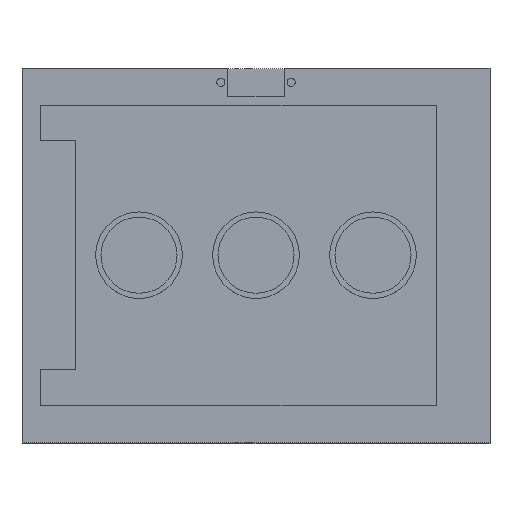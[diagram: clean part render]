
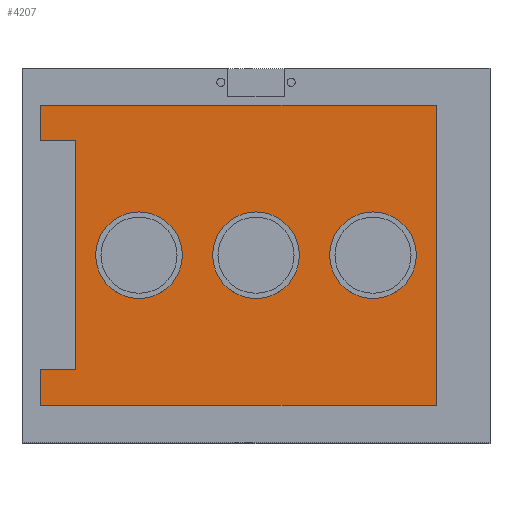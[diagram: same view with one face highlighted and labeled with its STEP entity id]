
A CAD part, top view. The second image highlights one B-rep face of the part: STEP entity #4207.
In plain terms, the highlighted planar face has unit normal (0, 0, 1).
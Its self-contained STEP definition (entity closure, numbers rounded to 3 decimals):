
#48=FACE_BOUND('',#530,.T.);
#49=FACE_BOUND('',#531,.T.);
#50=FACE_BOUND('',#532,.T.);
#79=CIRCLE('',#4481,9.25);
#80=CIRCLE('',#4484,9.25);
#81=CIRCLE('',#4485,9.25);
#281=FACE_OUTER_BOUND('',#529,.T.);
#529=EDGE_LOOP('',(#3543,#3544,#3545,#3546,#3547,#3548,#3549,#3550));
#530=EDGE_LOOP('',(#3551));
#531=EDGE_LOOP('',(#3552));
#532=EDGE_LOOP('',(#3553));
#1015=LINE('',#6552,#1561);
#1016=LINE('',#6554,#1562);
#1017=LINE('',#6556,#1563);
#1018=LINE('',#6558,#1564);
#1019=LINE('',#6560,#1565);
#1020=LINE('',#6562,#1566);
#1021=LINE('',#6564,#1567);
#1022=LINE('',#6565,#1568);
#1561=VECTOR('',#5371,10.);
#1562=VECTOR('',#5372,10.);
#1563=VECTOR('',#5373,10.);
#1564=VECTOR('',#5374,10.);
#1565=VECTOR('',#5375,10.);
#1566=VECTOR('',#5376,10.);
#1567=VECTOR('',#5377,10.);
#1568=VECTOR('',#5378,10.);
#1982=VERTEX_POINT('',#6545);
#1983=VERTEX_POINT('',#6550);
#1984=VERTEX_POINT('',#6551);
#1985=VERTEX_POINT('',#6553);
#1986=VERTEX_POINT('',#6555);
#1987=VERTEX_POINT('',#6557);
#1988=VERTEX_POINT('',#6559);
#1989=VERTEX_POINT('',#6561);
#1990=VERTEX_POINT('',#6563);
#1991=VERTEX_POINT('',#6566);
#1992=VERTEX_POINT('',#6568);
#2518=EDGE_CURVE('',#1982,#1982,#79,.T.);
#2519=EDGE_CURVE('',#1983,#1984,#1015,.T.);
#2520=EDGE_CURVE('',#1984,#1985,#1016,.T.);
#2521=EDGE_CURVE('',#1985,#1986,#1017,.T.);
#2522=EDGE_CURVE('',#1986,#1987,#1018,.T.);
#2523=EDGE_CURVE('',#1987,#1988,#1019,.T.);
#2524=EDGE_CURVE('',#1988,#1989,#1020,.T.);
#2525=EDGE_CURVE('',#1989,#1990,#1021,.T.);
#2526=EDGE_CURVE('',#1990,#1983,#1022,.T.);
#2527=EDGE_CURVE('',#1991,#1991,#80,.T.);
#2528=EDGE_CURVE('',#1992,#1992,#81,.T.);
#3543=ORIENTED_EDGE('',*,*,#2519,.T.);
#3544=ORIENTED_EDGE('',*,*,#2520,.T.);
#3545=ORIENTED_EDGE('',*,*,#2521,.T.);
#3546=ORIENTED_EDGE('',*,*,#2522,.T.);
#3547=ORIENTED_EDGE('',*,*,#2523,.T.);
#3548=ORIENTED_EDGE('',*,*,#2524,.T.);
#3549=ORIENTED_EDGE('',*,*,#2525,.T.);
#3550=ORIENTED_EDGE('',*,*,#2526,.T.);
#3551=ORIENTED_EDGE('',*,*,#2527,.T.);
#3552=ORIENTED_EDGE('',*,*,#2528,.T.);
#3553=ORIENTED_EDGE('',*,*,#2518,.T.);
#3982=PLANE('',#4483);
#4207=ADVANCED_FACE('',(#281,#48,#49,#50),#3982,.T.);
#4481=AXIS2_PLACEMENT_3D('',#6547,#5365,#5366);
#4483=AXIS2_PLACEMENT_3D('',#6549,#5369,#5370);
#4484=AXIS2_PLACEMENT_3D('',#6567,#5379,#5380);
#4485=AXIS2_PLACEMENT_3D('',#6569,#5381,#5382);
#5365=DIRECTION('center_axis',(0.,0.,-1.));
#5366=DIRECTION('ref_axis',(-1.,0.,0.));
#5369=DIRECTION('center_axis',(0.,0.,1.));
#5370=DIRECTION('ref_axis',(1.,0.,0.));
#5371=DIRECTION('',(-1.,0.,0.));
#5372=DIRECTION('',(0.,-1.,0.));
#5373=DIRECTION('',(1.,0.,0.));
#5374=DIRECTION('',(0.,-1.,0.));
#5375=DIRECTION('',(-1.,0.,0.));
#5376=DIRECTION('',(0.,-1.,0.));
#5377=DIRECTION('',(1.,0.,0.));
#5378=DIRECTION('',(0.,1.,0.));
#5379=DIRECTION('center_axis',(0.,0.,-1.));
#5380=DIRECTION('ref_axis',(-1.,0.,0.));
#5381=DIRECTION('center_axis',(0.,0.,-1.));
#5382=DIRECTION('ref_axis',(-1.,0.,0.));
#6545=CARTESIAN_POINT('',(-15.75,0.,155.));
#6547=CARTESIAN_POINT('Origin',(-25.,0.,155.));
#6549=CARTESIAN_POINT('Origin',(-3.75,0.,155.));
#6550=CARTESIAN_POINT('',(38.5,32.,155.));
#6551=CARTESIAN_POINT('',(-46.,32.,155.));
#6552=CARTESIAN_POINT('',(-38.5,32.,155.));
#6553=CARTESIAN_POINT('',(-46.,24.5,155.));
#6554=CARTESIAN_POINT('',(-46.,32.,155.));
#6555=CARTESIAN_POINT('',(-38.5,24.5,155.));
#6556=CARTESIAN_POINT('',(-46.,24.5,155.));
#6557=CARTESIAN_POINT('',(-38.5,-24.5,155.));
#6558=CARTESIAN_POINT('',(-38.5,-32.,155.));
#6559=CARTESIAN_POINT('',(-46.,-24.5,155.));
#6560=CARTESIAN_POINT('',(-46.,-24.5,155.));
#6561=CARTESIAN_POINT('',(-46.,-32.,155.));
#6562=CARTESIAN_POINT('',(-46.,-32.,155.));
#6563=CARTESIAN_POINT('',(38.5,-32.,155.));
#6564=CARTESIAN_POINT('',(-38.5,-32.,155.));
#6565=CARTESIAN_POINT('',(38.5,32.,155.));
#6566=CARTESIAN_POINT('',(9.25,0.,155.));
#6567=CARTESIAN_POINT('Origin',(0.,0.,155.));
#6568=CARTESIAN_POINT('',(34.25,0.,155.));
#6569=CARTESIAN_POINT('Origin',(25.,0.,155.));
